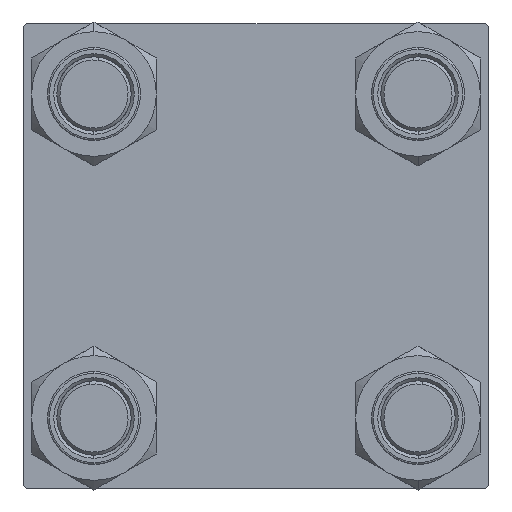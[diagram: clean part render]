
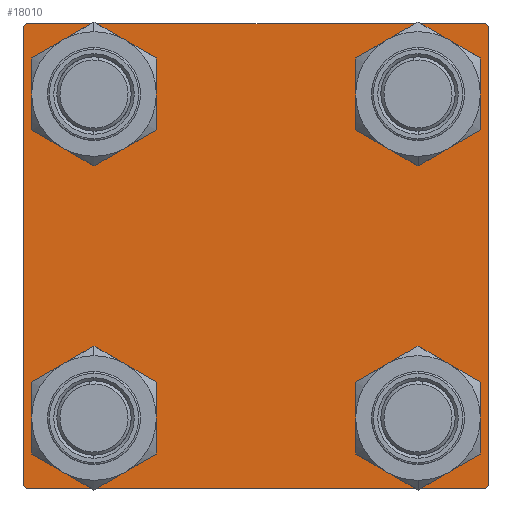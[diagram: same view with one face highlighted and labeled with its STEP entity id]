
A CAD part, left-side view. The second image highlights one B-rep face of the part: STEP entity #18010.
In plain terms, the highlighted planar face has unit normal (-1, 0, 0).
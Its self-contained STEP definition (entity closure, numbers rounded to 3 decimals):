
#124 = DIRECTION ( 'NONE',  ( 0., 0., 1. ) ) ;
#125 = CARTESIAN_POINT ( 'NONE',  ( 0., -37., 37.5 ) ) ;
#328 = VERTEX_POINT ( 'NONE', #28133 ) ;
#663 = ORIENTED_EDGE ( 'NONE', *, *, #40940, .T. ) ;
#1214 = CARTESIAN_POINT ( 'NONE',  ( 0., 37.5, 37.5 ) ) ;
#1364 = AXIS2_PLACEMENT_3D ( 'NONE', #10323, #30368, #33207 ) ;
#1549 = DIRECTION ( 'NONE',  ( 0., -0.707, 0.707 ) ) ;
#1608 = PLANE ( 'NONE',  #26772 ) ;
#1878 = VERTEX_POINT ( 'NONE', #5406 ) ;
#2361 = FACE_BOUND ( 'NONE', #14487, .T. ) ;
#3166 = DIRECTION ( 'NONE',  ( 1., 0., 0. ) ) ;
#3342 = ORIENTED_EDGE ( 'NONE', *, *, #29191, .T. ) ;
#3481 = CARTESIAN_POINT ( 'NONE',  ( 0., 37.5, 37.5 ) ) ;
#3999 = AXIS2_PLACEMENT_3D ( 'NONE', #21986, #3166, #25799 ) ;
#4725 = VERTEX_POINT ( 'NONE', #6831 ) ;
#4953 = VECTOR ( 'NONE', #37116, 1000. ) ;
#5279 = DIRECTION ( 'NONE',  ( 0., -1., 0. ) ) ;
#5406 = CARTESIAN_POINT ( 'NONE',  ( 0., 37., -37.5 ) ) ;
#6119 = CARTESIAN_POINT ( 'NONE',  ( 0., 37.25, 37.25 ) ) ;
#6182 = VERTEX_POINT ( 'NONE', #31762 ) ;
#6831 = CARTESIAN_POINT ( 'NONE',  ( 0., 26.15, 32.65 ) ) ;
#7196 = CARTESIAN_POINT ( 'NONE',  ( 0., 26.15, 26.15 ) ) ;
#9478 = FACE_OUTER_BOUND ( 'NONE', #15477, .T. ) ;
#9709 = CARTESIAN_POINT ( 'NONE',  ( 0., -37.5, 37.5 ) ) ;
#10008 = DIRECTION ( 'NONE',  ( 0., 0., 1. ) ) ;
#10041 = EDGE_CURVE ( 'NONE', #6182, #4725, #38825, .T. ) ;
#10323 = CARTESIAN_POINT ( 'NONE',  ( 0., -26.15, -26.15 ) ) ;
#10407 = EDGE_LOOP ( 'NONE', ( #45803, #34975 ) ) ;
#11304 = DIRECTION ( 'NONE',  ( 1., 0., 0. ) ) ;
#11312 = CARTESIAN_POINT ( 'NONE',  ( 0., 26.15, -26.15 ) ) ;
#11786 = EDGE_CURVE ( 'NONE', #15703, #26554, #29021, .T. ) ;
#12710 = CIRCLE ( 'NONE', #23224, 6.5 ) ;
#13229 = CIRCLE ( 'NONE', #32717, 6.5 ) ;
#14150 = VERTEX_POINT ( 'NONE', #46756 ) ;
#14487 = EDGE_LOOP ( 'NONE', ( #32278, #30535 ) ) ;
#14560 = CARTESIAN_POINT ( 'NONE',  ( 0., -26.15, 26.15 ) ) ;
#14718 = EDGE_CURVE ( 'NONE', #33332, #1878, #33269, .T. ) ;
#14746 = VERTEX_POINT ( 'NONE', #23555 ) ;
#15010 = VERTEX_POINT ( 'NONE', #125 ) ;
#15412 = ORIENTED_EDGE ( 'NONE', *, *, #40373, .T. ) ;
#15438 = VERTEX_POINT ( 'NONE', #21086 ) ;
#15477 = EDGE_LOOP ( 'NONE', ( #48406, #49920, #31340, #42109, #25416, #3342, #48775, #25941 ) ) ;
#15703 = VERTEX_POINT ( 'NONE', #28386 ) ;
#16174 = DIRECTION ( 'NONE',  ( 0., -1., 0. ) ) ;
#16480 = VECTOR ( 'NONE', #47940, 1000. ) ;
#17293 = CIRCLE ( 'NONE', #26985, 6.5 ) ;
#18010 = ADVANCED_FACE ( 'NONE', ( #29544, #32597, #2361, #36660, #9478 ), #1608, .T. ) ;
#19017 = CIRCLE ( 'NONE', #27979, 6.5 ) ;
#19191 = EDGE_CURVE ( 'NONE', #27257, #26221, #20857, .T. ) ;
#19227 = AXIS2_PLACEMENT_3D ( 'NONE', #44280, #25501, #20932 ) ;
#19479 = LINE ( 'NONE', #3481, #45942 ) ;
#19945 = LINE ( 'NONE', #35695, #27016 ) ;
#19948 = CARTESIAN_POINT ( 'NONE',  ( 0., 26.15, -32.65 ) ) ;
#20237 = VERTEX_POINT ( 'NONE', #37874 ) ;
#20340 = CARTESIAN_POINT ( 'NONE',  ( 0., -26.15, 32.65 ) ) ;
#20857 = LINE ( 'NONE', #6119, #4953 ) ;
#20932 = DIRECTION ( 'NONE',  ( 0., 0., 1. ) ) ;
#21086 = CARTESIAN_POINT ( 'NONE',  ( 0., -37., -37.5 ) ) ;
#21411 = EDGE_CURVE ( 'NONE', #1878, #15438, #47175, .T. ) ;
#21483 = CARTESIAN_POINT ( 'NONE',  ( 0., 37., 37.5 ) ) ;
#21728 = VERTEX_POINT ( 'NONE', #19948 ) ;
#21986 = CARTESIAN_POINT ( 'NONE',  ( 0., 26.15, 26.15 ) ) ;
#23224 = AXIS2_PLACEMENT_3D ( 'NONE', #14560, #48601, #10008 ) ;
#23555 = CARTESIAN_POINT ( 'NONE',  ( 0., -26.15, 19.65 ) ) ;
#24250 = EDGE_CURVE ( 'NONE', #20237, #21728, #17293, .T. ) ;
#24783 = EDGE_CURVE ( 'NONE', #14746, #31858, #13229, .T. ) ;
#25416 = ORIENTED_EDGE ( 'NONE', *, *, #11786, .F. ) ;
#25501 = DIRECTION ( 'NONE',  ( 1., 0., 0. ) ) ;
#25722 = DIRECTION ( 'NONE',  ( -1., 0., 0. ) ) ;
#25799 = DIRECTION ( 'NONE',  ( 0., 0., 1. ) ) ;
#25941 = ORIENTED_EDGE ( 'NONE', *, *, #19191, .T. ) ;
#26221 = VERTEX_POINT ( 'NONE', #44329 ) ;
#26554 = VERTEX_POINT ( 'NONE', #33307 ) ;
#26772 = AXIS2_PLACEMENT_3D ( 'NONE', #40956, #25722, #32343 ) ;
#26985 = AXIS2_PLACEMENT_3D ( 'NONE', #34667, #11304, #124 ) ;
#27016 = VECTOR ( 'NONE', #35443, 1000. ) ;
#27257 = VERTEX_POINT ( 'NONE', #21483 ) ;
#27979 = AXIS2_PLACEMENT_3D ( 'NONE', #11312, #30866, #46338 ) ;
#28133 = CARTESIAN_POINT ( 'NONE',  ( 0., -26.15, -32.65 ) ) ;
#28386 = CARTESIAN_POINT ( 'NONE',  ( 0., -37.5, 37. ) ) ;
#28838 = EDGE_CURVE ( 'NONE', #26221, #33332, #35509, .T. ) ;
#29021 = LINE ( 'NONE', #9709, #35526 ) ;
#29191 = EDGE_CURVE ( 'NONE', #15703, #15010, #19945, .T. ) ;
#29544 = FACE_BOUND ( 'NONE', #40788, .T. ) ;
#30076 = DIRECTION ( 'NONE',  ( 1., 0., 0. ) ) ;
#30368 = DIRECTION ( 'NONE',  ( 1., 0., 0. ) ) ;
#30535 = ORIENTED_EDGE ( 'NONE', *, *, #35500, .T. ) ;
#30866 = DIRECTION ( 'NONE',  ( 1., 0., 0. ) ) ;
#31340 = ORIENTED_EDGE ( 'NONE', *, *, #21411, .T. ) ;
#31762 = CARTESIAN_POINT ( 'NONE',  ( 0., 26.15, 19.65 ) ) ;
#31858 = VERTEX_POINT ( 'NONE', #20340 ) ;
#32278 = ORIENTED_EDGE ( 'NONE', *, *, #24250, .T. ) ;
#32343 = DIRECTION ( 'NONE',  ( 0., 0., 1. ) ) ;
#32597 = FACE_BOUND ( 'NONE', #42375, .T. ) ;
#32717 = AXIS2_PLACEMENT_3D ( 'NONE', #40434, #44985, #33329 ) ;
#33207 = DIRECTION ( 'NONE',  ( 0., 0., 1. ) ) ;
#33269 = LINE ( 'NONE', #38293, #46967 ) ;
#33300 = LINE ( 'NONE', #40659, #33919 ) ;
#33307 = CARTESIAN_POINT ( 'NONE',  ( 0., -37.5, -37. ) ) ;
#33329 = DIRECTION ( 'NONE',  ( 0., 0., 1. ) ) ;
#33332 = VERTEX_POINT ( 'NONE', #35141 ) ;
#33569 = DIRECTION ( 'NONE',  ( 0., 0., -1. ) ) ;
#33919 = VECTOR ( 'NONE', #1549, 1000. ) ;
#34122 = DIRECTION ( 'NONE',  ( 0., 0., 1. ) ) ;
#34455 = ORIENTED_EDGE ( 'NONE', *, *, #45645, .T. ) ;
#34667 = CARTESIAN_POINT ( 'NONE',  ( 0., 26.15, -26.15 ) ) ;
#34975 = ORIENTED_EDGE ( 'NONE', *, *, #10041, .T. ) ;
#35141 = CARTESIAN_POINT ( 'NONE',  ( 0., 37.5, -37. ) ) ;
#35443 = DIRECTION ( 'NONE',  ( 0., 0.707, 0.707 ) ) ;
#35500 = EDGE_CURVE ( 'NONE', #21728, #20237, #19017, .T. ) ;
#35509 = LINE ( 'NONE', #1214, #16480 ) ;
#35526 = VECTOR ( 'NONE', #33569, 1000. ) ;
#35695 = CARTESIAN_POINT ( 'NONE',  ( 0., -37.25, 37.25 ) ) ;
#36660 = FACE_BOUND ( 'NONE', #10407, .T. ) ;
#36665 = VECTOR ( 'NONE', #5279, 1000. ) ;
#37116 = DIRECTION ( 'NONE',  ( 0., 0.707, -0.707 ) ) ;
#37243 = ORIENTED_EDGE ( 'NONE', *, *, #24783, .T. ) ;
#37874 = CARTESIAN_POINT ( 'NONE',  ( 0., 26.15, -19.65 ) ) ;
#38293 = CARTESIAN_POINT ( 'NONE',  ( 0., 37.25, -37.25 ) ) ;
#38825 = CIRCLE ( 'NONE', #42871, 6.5 ) ;
#39827 = EDGE_CURVE ( 'NONE', #27257, #15010, #19479, .T. ) ;
#40373 = EDGE_CURVE ( 'NONE', #31858, #14746, #12710, .T. ) ;
#40434 = CARTESIAN_POINT ( 'NONE',  ( 0., -26.15, 26.15 ) ) ;
#40659 = CARTESIAN_POINT ( 'NONE',  ( 0., -37.25, -37.25 ) ) ;
#40788 = EDGE_LOOP ( 'NONE', ( #15412, #37243 ) ) ;
#40940 = EDGE_CURVE ( 'NONE', #14150, #328, #41919, .T. ) ;
#40956 = CARTESIAN_POINT ( 'NONE',  ( 0., 0., 0. ) ) ;
#41919 = CIRCLE ( 'NONE', #1364, 6.5 ) ;
#42109 = ORIENTED_EDGE ( 'NONE', *, *, #48405, .T. ) ;
#42375 = EDGE_LOOP ( 'NONE', ( #663, #34455 ) ) ;
#42871 = AXIS2_PLACEMENT_3D ( 'NONE', #7196, #30076, #34122 ) ;
#43111 = CARTESIAN_POINT ( 'NONE',  ( 0., 37.5, -37.5 ) ) ;
#43731 = CIRCLE ( 'NONE', #3999, 6.5 ) ;
#44280 = CARTESIAN_POINT ( 'NONE',  ( 0., -26.15, -26.15 ) ) ;
#44329 = CARTESIAN_POINT ( 'NONE',  ( 0., 37.5, 37. ) ) ;
#44985 = DIRECTION ( 'NONE',  ( 1., 0., 0. ) ) ;
#45645 = EDGE_CURVE ( 'NONE', #328, #14150, #49245, .T. ) ;
#45803 = ORIENTED_EDGE ( 'NONE', *, *, #49739, .T. ) ;
#45942 = VECTOR ( 'NONE', #16174, 1000. ) ;
#46338 = DIRECTION ( 'NONE',  ( 0., 0., 1. ) ) ;
#46756 = CARTESIAN_POINT ( 'NONE',  ( 0., -26.15, -19.65 ) ) ;
#46967 = VECTOR ( 'NONE', #49697, 1000. ) ;
#47175 = LINE ( 'NONE', #43111, #36665 ) ;
#47940 = DIRECTION ( 'NONE',  ( 0., 0., -1. ) ) ;
#48405 = EDGE_CURVE ( 'NONE', #15438, #26554, #33300, .T. ) ;
#48406 = ORIENTED_EDGE ( 'NONE', *, *, #28838, .T. ) ;
#48601 = DIRECTION ( 'NONE',  ( 1., 0., 0. ) ) ;
#48775 = ORIENTED_EDGE ( 'NONE', *, *, #39827, .F. ) ;
#49245 = CIRCLE ( 'NONE', #19227, 6.5 ) ;
#49697 = DIRECTION ( 'NONE',  ( 0., -0.707, -0.707 ) ) ;
#49739 = EDGE_CURVE ( 'NONE', #4725, #6182, #43731, .T. ) ;
#49920 = ORIENTED_EDGE ( 'NONE', *, *, #14718, .T. ) ;
